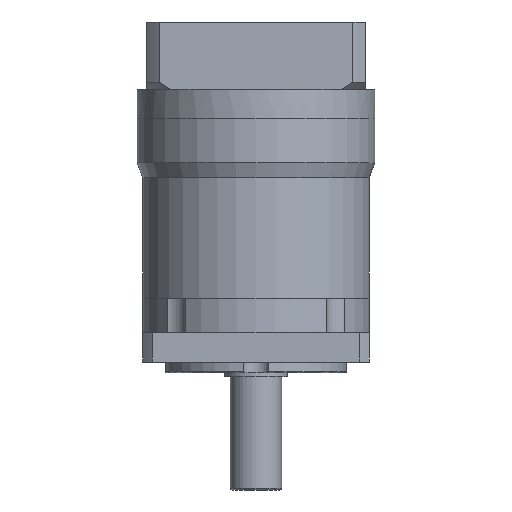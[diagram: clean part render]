
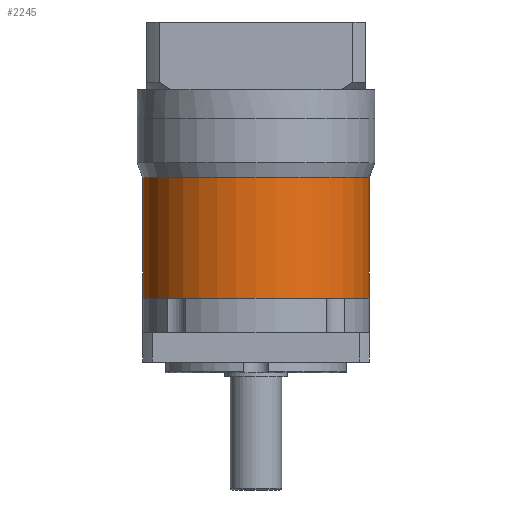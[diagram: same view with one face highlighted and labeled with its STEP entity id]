
A CAD part, front view. The second image highlights one B-rep face of the part: STEP entity #2245.
In plain terms, the highlighted cylindrical face has radius 31 mm (diameter 62 mm), a partial arc.
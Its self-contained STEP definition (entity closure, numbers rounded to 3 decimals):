
#407 = EDGE_CURVE ( 'NONE', #3779, #4870, #7726, .T. ) ;
#864 = CARTESIAN_POINT ( 'NONE',  ( 0., 0., -57. ) ) ;
#1258 = CARTESIAN_POINT ( 'NONE',  ( -31., 0., -24.12 ) ) ;
#1480 = EDGE_CURVE ( 'NONE', #3237, #2376, #3464, .T. ) ;
#1556 = DIRECTION ( 'NONE',  ( -1., 0., 0. ) ) ;
#1618 = VECTOR ( 'NONE', #2704, 1000. ) ;
#1798 = CARTESIAN_POINT ( 'NONE',  ( -31., 0., -57. ) ) ;
#1819 = FACE_OUTER_BOUND ( 'NONE', #4318, .T. ) ;
#2245 = ADVANCED_FACE ( 'NONE', ( #1819 ), #8267, .T. ) ;
#2253 = CARTESIAN_POINT ( 'NONE',  ( 0., 0., -24.12 ) ) ;
#2376 = VERTEX_POINT ( 'NONE', #5353 ) ;
#2480 = DIRECTION ( 'NONE',  ( 0., 0., 1. ) ) ;
#2704 = DIRECTION ( 'NONE',  ( 0., 0., 1. ) ) ;
#2951 = DIRECTION ( 'NONE',  ( 1., 0., 0. ) ) ;
#3065 = DIRECTION ( 'NONE',  ( 0., 0., 1. ) ) ;
#3146 = EDGE_CURVE ( 'NONE', #3237, #3779, #5256, .T. ) ;
#3237 = VERTEX_POINT ( 'NONE', #5410 ) ;
#3464 = LINE ( 'NONE', #7687, #1618 ) ;
#3779 = VERTEX_POINT ( 'NONE', #1798 ) ;
#4318 = EDGE_LOOP ( 'NONE', ( #6831, #4483, #5954, #5019 ) ) ;
#4405 = AXIS2_PLACEMENT_3D ( 'NONE', #864, #5669, #1556 ) ;
#4483 = ORIENTED_EDGE ( 'NONE', *, *, #3146, .F. ) ;
#4586 = EDGE_CURVE ( 'NONE', #2376, #4870, #8751, .T. ) ;
#4870 = VERTEX_POINT ( 'NONE', #1258 ) ;
#5019 = ORIENTED_EDGE ( 'NONE', *, *, #4586, .T. ) ;
#5256 = CIRCLE ( 'NONE', #4405, 31. ) ;
#5353 = CARTESIAN_POINT ( 'NONE',  ( 31., 0., -24.12 ) ) ;
#5410 = CARTESIAN_POINT ( 'NONE',  ( 31., 0., -57. ) ) ;
#5561 = AXIS2_PLACEMENT_3D ( 'NONE', #6595, #2480, #5928 ) ;
#5669 = DIRECTION ( 'NONE',  ( 0., 0., -1. ) ) ;
#5869 = VECTOR ( 'NONE', #3065, 1000. ) ;
#5928 = DIRECTION ( 'NONE',  ( 1., 0., 0. ) ) ;
#5954 = ORIENTED_EDGE ( 'NONE', *, *, #1480, .T. ) ;
#6595 = CARTESIAN_POINT ( 'NONE',  ( 0., 0., -74.5 ) ) ;
#6777 = CARTESIAN_POINT ( 'NONE',  ( -31., 0., -74.5 ) ) ;
#6831 = ORIENTED_EDGE ( 'NONE', *, *, #407, .F. ) ;
#7055 = DIRECTION ( 'NONE',  ( 0., 0., -1. ) ) ;
#7687 = CARTESIAN_POINT ( 'NONE',  ( 31., 0., -74.5 ) ) ;
#7726 = LINE ( 'NONE', #6777, #5869 ) ;
#8033 = AXIS2_PLACEMENT_3D ( 'NONE', #2253, #7055, #2951 ) ;
#8267 = CYLINDRICAL_SURFACE ( 'NONE', #5561, 31. ) ;
#8751 = CIRCLE ( 'NONE', #8033, 31. ) ;
